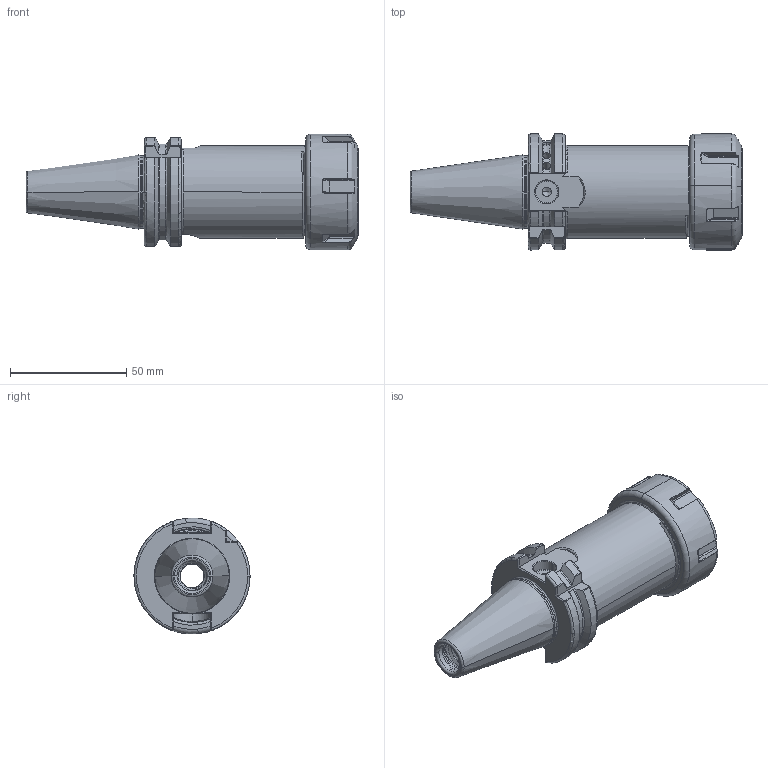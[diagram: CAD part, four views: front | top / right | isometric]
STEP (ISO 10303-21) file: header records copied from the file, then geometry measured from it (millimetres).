
FILE_DESCRIPTION (( 'STEP AP203' ), '1' );
FILE_NAME ('302.02.20.1.STEP', '2016-07-16T02:19:36', ( '' ), ( '' ), 'SwSTEP 2.0', 'SolidWorks 2012', '' );
FILE_SCHEMA (( 'CONFIG_CONTROL_DESIGN' ));
Length unit declared in the file: millimetre
Products named in the file (3): 302.02.20.1; 2-01.100.0320230C7_ER32螺帽(六溝)
Assembly tree (2 placements, depth 2):
  302.02.20.1
    302.02.20.1
    2-01.100.0320230C7_ER32螺帽(六溝)
Bounding box: 143.08 x 50 x 49.99 mm (x, y, z)
Volume: 118663.5 mm3; surface area: 38432.8 mm2
Topology: 2 solids, 2 shells, 429 faces, 1095 edges, 666 vertices
Faces by surface type: cylinder 152, bspline 93, plane 87, torus 61, cone 36
Entity records: 30376 total; most frequent: CARTESIAN_POINT 21244, ORIENTED_EDGE 2174, DIRECTION 1420, EDGE_CURVE 1087, VERTEX_POINT 666, AXIS2_PLACEMENT_3D 559, EDGE_LOOP 437, ADVANCED_FACE 429
